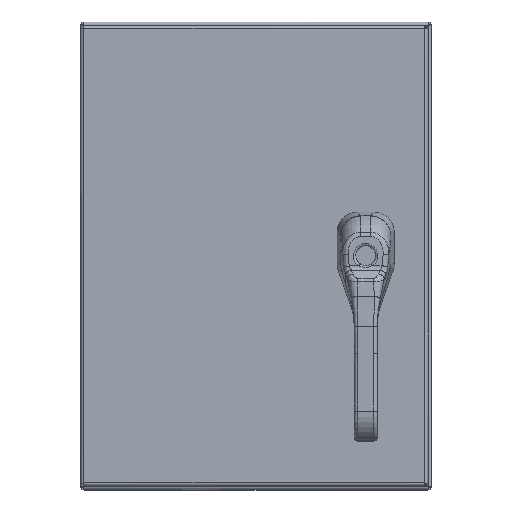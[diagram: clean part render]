
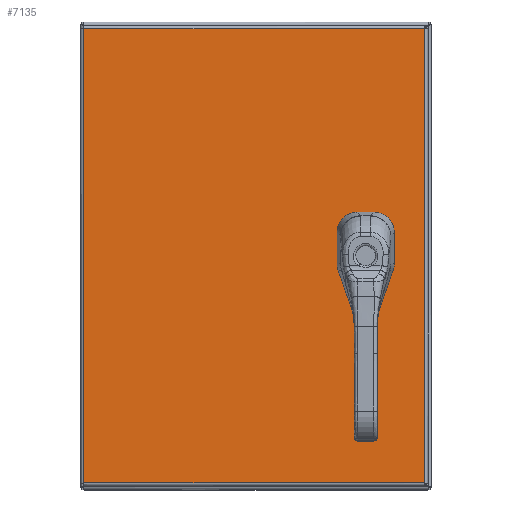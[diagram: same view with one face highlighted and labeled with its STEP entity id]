
A CAD part, top view. The second image highlights one B-rep face of the part: STEP entity #7135.
In plain terms, the highlighted face is planar.
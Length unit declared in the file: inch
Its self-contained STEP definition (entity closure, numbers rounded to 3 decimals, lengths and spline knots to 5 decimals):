
#5433=CARTESIAN_POINT('',(2.33762,8.275,0.0));
#5434=VERTEX_POINT('',#5433);
#5441=CARTESIAN_POINT('',(2.525,8.08762,0.0));
#5442=VERTEX_POINT('',#5441);
#5443=CARTESIAN_POINT('',(2.125,7.875,0.0));
#5444=DIRECTION('',(0.0,0.0,1.0));
#5445=DIRECTION('',(-0.469,-0.883,0.0));
#5446=AXIS2_PLACEMENT_3D('',#5443,#5444,#5445);
#5447=CIRCLE('',#5446,0.453);
#5448=EDGE_CURVE('',#5442,#5434,#5447,.T.);
#5473=CARTESIAN_POINT('',(2.525,7.66238,0.0));
#5474=VERTEX_POINT('',#5473);
#5475=CARTESIAN_POINT('',(2.525,7.66238,0.0));
#5476=DIRECTION('',(0.0,1.0,0.0));
#5477=VECTOR('',#5476,0.42525);
#5478=LINE('',#5475,#5477);
#5479=EDGE_CURVE('',#5474,#5442,#5478,.T.);
#5505=CARTESIAN_POINT('',(2.33762,7.475,0.0));
#5506=VERTEX_POINT('',#5505);
#5507=CARTESIAN_POINT('',(2.125,7.875,0.0));
#5508=DIRECTION('',(0.0,0.0,1.0));
#5509=DIRECTION('',(-0.883,0.469,0.0));
#5510=AXIS2_PLACEMENT_3D('',#5507,#5508,#5509);
#5511=CIRCLE('',#5510,0.453);
#5512=EDGE_CURVE('',#5506,#5474,#5511,.T.);
#5537=CARTESIAN_POINT('',(1.91238,7.475,0.0));
#5538=VERTEX_POINT('',#5537);
#5539=CARTESIAN_POINT('',(1.91238,7.475,0.0));
#5540=DIRECTION('',(1.0,0.0,0.0));
#5541=VECTOR('',#5540,0.42525);
#5542=LINE('',#5539,#5541);
#5543=EDGE_CURVE('',#5538,#5506,#5542,.T.);
#5569=CARTESIAN_POINT('',(1.725,7.66238,0.0));
#5570=VERTEX_POINT('',#5569);
#5571=CARTESIAN_POINT('',(2.125,7.875,0.0));
#5572=DIRECTION('',(0.0,0.0,1.0));
#5573=DIRECTION('',(0.469,0.883,0.0));
#5574=AXIS2_PLACEMENT_3D('',#5571,#5572,#5573);
#5575=CIRCLE('',#5574,0.453);
#5576=EDGE_CURVE('',#5570,#5538,#5575,.T.);
#5601=CARTESIAN_POINT('',(1.725,8.08762,0.0));
#5602=VERTEX_POINT('',#5601);
#5603=CARTESIAN_POINT('',(1.725,8.08762,0.0));
#5604=DIRECTION('',(0.0,-1.0,0.0));
#5605=VECTOR('',#5604,0.42525);
#5606=LINE('',#5603,#5605);
#5607=EDGE_CURVE('',#5602,#5570,#5606,.T.);
#5633=CARTESIAN_POINT('',(1.91238,8.275,0.0));
#5634=VERTEX_POINT('',#5633);
#5635=CARTESIAN_POINT('',(2.125,7.875,0.0));
#5636=DIRECTION('',(0.0,0.0,1.0));
#5637=DIRECTION('',(0.883,-0.469,0.0));
#5638=AXIS2_PLACEMENT_3D('',#5635,#5636,#5637);
#5639=CIRCLE('',#5638,0.453);
#5640=EDGE_CURVE('',#5634,#5602,#5639,.T.);
#5663=CARTESIAN_POINT('',(2.33762,8.275,0.0));
#5664=DIRECTION('',(-1.0,0.0,0.0));
#5665=VECTOR('',#5664,0.42525);
#5666=LINE('',#5663,#5665);
#5667=EDGE_CURVE('',#5434,#5634,#5666,.T.);
#5689=CARTESIAN_POINT('',(1.9845,6.497,0.0));
#5690=VERTEX_POINT('',#5689);
#5691=CARTESIAN_POINT('',(2.125,6.497,0.0));
#5692=DIRECTION('',(0.0,0.0,1.0));
#5693=DIRECTION('',(1.0,0.0,0.0));
#5694=AXIS2_PLACEMENT_3D('',#5691,#5692,#5693);
#5695=CIRCLE('',#5694,0.1405);
#5696=EDGE_CURVE('',#5690,#5690,#5695,.T.);
#5717=CARTESIAN_POINT('',(1.9845,6.989,0.0));
#5718=VERTEX_POINT('',#5717);
#5719=CARTESIAN_POINT('',(2.125,6.989,0.0));
#5720=DIRECTION('',(0.0,0.0,1.0));
#5721=DIRECTION('',(1.0,0.0,0.0));
#5722=AXIS2_PLACEMENT_3D('',#5719,#5720,#5721);
#5723=CIRCLE('',#5722,0.1405);
#5724=EDGE_CURVE('',#5718,#5718,#5723,.T.);
#5745=CARTESIAN_POINT('',(1.9845,8.76,0.0));
#5746=VERTEX_POINT('',#5745);
#5747=CARTESIAN_POINT('',(2.125,8.76,0.0));
#5748=DIRECTION('',(0.0,0.0,1.0));
#5749=DIRECTION('',(1.0,0.0,0.0));
#5750=AXIS2_PLACEMENT_3D('',#5747,#5748,#5749);
#5751=CIRCLE('',#5750,0.1405);
#5752=EDGE_CURVE('',#5746,#5746,#5751,.T.);
#6146=CARTESIAN_POINT('',(11.76975,0.10525,0.));
#6147=VERTEX_POINT('',#6146);
#6158=CARTESIAN_POINT('',(11.76975,15.64475,0.));
#6159=VERTEX_POINT('',#6158);
#6160=CARTESIAN_POINT('',(11.76975,15.64475,0.0));
#6161=DIRECTION('',(0.0,-1.0,0.0));
#6162=VECTOR('',#6161,15.5395);
#6163=LINE('',#6160,#6162);
#6164=EDGE_CURVE('',#6159,#6147,#6163,.T.);
#6316=CARTESIAN_POINT('',(0.10525,0.10525,0.));
#6317=VERTEX_POINT('',#6316);
#6328=CARTESIAN_POINT('',(11.76975,0.10525,0.0));
#6329=DIRECTION('',(-1.0,0.0,0.0));
#6330=VECTOR('',#6329,11.6645);
#6331=LINE('',#6328,#6330);
#6332=EDGE_CURVE('',#6147,#6317,#6331,.T.);
#6587=CARTESIAN_POINT('',(0.10525,15.64475,0.));
#6588=VERTEX_POINT('',#6587);
#6599=CARTESIAN_POINT('',(0.10525,0.10525,0.0));
#6600=DIRECTION('',(0.0,1.0,0.0));
#6601=VECTOR('',#6600,15.5395);
#6602=LINE('',#6599,#6601);
#6603=EDGE_CURVE('',#6317,#6588,#6602,.T.);
#6868=CARTESIAN_POINT('',(0.10525,15.64475,0.0));
#6869=DIRECTION('',(1.0,0.0,0.0));
#6870=VECTOR('',#6869,11.6645);
#6871=LINE('',#6868,#6870);
#6872=EDGE_CURVE('',#6588,#6159,#6871,.T.);
#7105=CARTESIAN_POINT('',(5.9375,7.875,0.0));
#7106=DIRECTION('',(0.0,0.0,1.0));
#7107=DIRECTION('',(1.0,0.0,0.0));
#7108=AXIS2_PLACEMENT_3D('',#7105,#7106,#7107);
#7109=PLANE('',#7108);
#7110=ORIENTED_EDGE('',*,*,#6164,.T.);
#7111=ORIENTED_EDGE('',*,*,#6332,.T.);
#7112=ORIENTED_EDGE('',*,*,#6603,.T.);
#7113=ORIENTED_EDGE('',*,*,#6872,.T.);
#7114=EDGE_LOOP('',(#7110,#7111,#7112,#7113));
#7115=FACE_OUTER_BOUND('',#7114,.T.);
#7116=ORIENTED_EDGE('',*,*,#5448,.T.);
#7117=ORIENTED_EDGE('',*,*,#5667,.T.);
#7118=ORIENTED_EDGE('',*,*,#5640,.T.);
#7119=ORIENTED_EDGE('',*,*,#5607,.T.);
#7120=ORIENTED_EDGE('',*,*,#5576,.T.);
#7121=ORIENTED_EDGE('',*,*,#5543,.T.);
#7122=ORIENTED_EDGE('',*,*,#5512,.T.);
#7123=ORIENTED_EDGE('',*,*,#5479,.T.);
#7124=EDGE_LOOP('',(#7116,#7117,#7118,#7119,#7120,#7121,#7122,#7123));
#7125=FACE_BOUND('',#7124,.T.);
#7126=ORIENTED_EDGE('',*,*,#5696,.T.);
#7127=EDGE_LOOP('',(#7126));
#7128=FACE_BOUND('',#7127,.T.);
#7129=ORIENTED_EDGE('',*,*,#5724,.T.);
#7130=EDGE_LOOP('',(#7129));
#7131=FACE_BOUND('',#7130,.T.);
#7132=ORIENTED_EDGE('',*,*,#5752,.T.);
#7133=EDGE_LOOP('',(#7132));
#7134=FACE_BOUND('',#7133,.T.);
#7135=ADVANCED_FACE('',(#7115,#7125,#7128,#7131,#7134),#7109,.F.);
